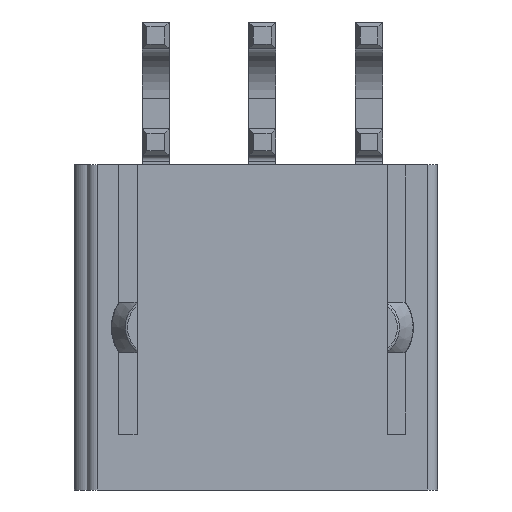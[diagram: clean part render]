
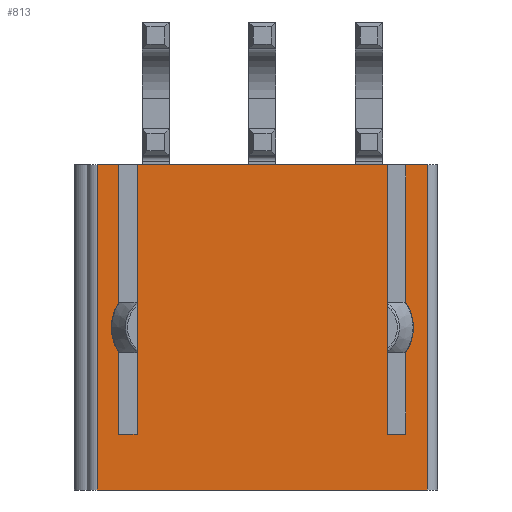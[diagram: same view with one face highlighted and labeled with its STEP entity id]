
A CAD part, front view. The second image highlights one B-rep face of the part: STEP entity #813.
In plain terms, the highlighted planar face has unit normal (0, -1, 0).
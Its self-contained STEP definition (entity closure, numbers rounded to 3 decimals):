
#8 = CARTESIAN_POINT ( 'NONE',  ( -5.65, 0.4, -11.5 ) ) ;
#58 = CARTESIAN_POINT ( 'NONE',  ( 5.65, 0.4, -11.5 ) ) ;
#79 = ORIENTED_EDGE ( 'NONE', *, *, #4242, .F. ) ;
#145 = CARTESIAN_POINT ( 'NONE',  ( -4.935, 0.4, -0.9 ) ) ;
#177 = LINE ( 'NONE', #5720, #10475 ) ;
#261 = VERTEX_POINT ( 'NONE', #961 ) ;
#297 = DIRECTION ( 'NONE',  ( 0., 0., -1. ) ) ;
#329 = ORIENTED_EDGE ( 'NONE', *, *, #3599, .F. ) ;
#585 = VERTEX_POINT ( 'NONE', #9634 ) ;
#813 = ADVANCED_FACE ( 'NONE', ( #9347 ), #2895, .T. ) ;
#961 = CARTESIAN_POINT ( 'NONE',  ( -5.65, 0.4, -0.9 ) ) ;
#1003 = DIRECTION ( 'NONE',  ( -1., 0., 0. ) ) ;
#1184 = VERTEX_POINT ( 'NONE', #7957 ) ;
#1269 = DIRECTION ( 'NONE',  ( 1., 0., 0. ) ) ;
#1276 = CARTESIAN_POINT ( 'NONE',  ( 0., 0.4, -0.9 ) ) ;
#1393 = EDGE_CURVE ( 'NONE', #1184, #3513, #2981, .T. ) ;
#1864 = VECTOR ( 'NONE', #5658, 1000. ) ;
#1923 = EDGE_CURVE ( 'NONE', #261, #5554, #5774, .T. ) ;
#2227 = AXIS2_PLACEMENT_3D ( 'NONE', #7675, #5024, #3012 ) ;
#2241 = VECTOR ( 'NONE', #6830, 1000. ) ;
#2488 = VECTOR ( 'NONE', #5816, 1000. ) ;
#2895 = PLANE ( 'NONE',  #2227 ) ;
#2981 = LINE ( 'NONE', #9510, #2488 ) ;
#3012 = DIRECTION ( 'NONE',  ( 0., 0., -1. ) ) ;
#3036 = VECTOR ( 'NONE', #7132, 1000. ) ;
#3208 = LINE ( 'NONE', #4077, #2241 ) ;
#3348 = EDGE_LOOP ( 'NONE', ( #5777, #11420, #11984, #4067, #4719, #329, #4806, #79, #3591, #8202, #6477, #9295 ) ) ;
#3513 = VERTEX_POINT ( 'NONE', #8112 ) ;
#3591 = ORIENTED_EDGE ( 'NONE', *, *, #3649, .F. ) ;
#3599 = EDGE_CURVE ( 'NONE', #5051, #5235, #177, .T. ) ;
#3649 = EDGE_CURVE ( 'NONE', #5554, #585, #4839, .T. ) ;
#3831 = VECTOR ( 'NONE', #4816, 1000. ) ;
#4067 = ORIENTED_EDGE ( 'NONE', *, *, #5669, .F. ) ;
#4077 = CARTESIAN_POINT ( 'NONE',  ( 0., 0.4, -0.9 ) ) ;
#4103 = EDGE_CURVE ( 'NONE', #6396, #5235, #9633, .T. ) ;
#4242 = EDGE_CURVE ( 'NONE', #585, #9101, #8746, .T. ) ;
#4304 = CARTESIAN_POINT ( 'NONE',  ( 4.935, 0.4, -0.9 ) ) ;
#4388 = EDGE_CURVE ( 'NONE', #10896, #5948, #3208, .T. ) ;
#4516 = EDGE_CURVE ( 'NONE', #6273, #1184, #8050, .T. ) ;
#4589 = VECTOR ( 'NONE', #8866, 1000. ) ;
#4719 = ORIENTED_EDGE ( 'NONE', *, *, #4103, .T. ) ;
#4795 = LINE ( 'NONE', #1276, #10000 ) ;
#4806 = ORIENTED_EDGE ( 'NONE', *, *, #7604, .T. ) ;
#4816 = DIRECTION ( 'NONE',  ( -1., 0., 0. ) ) ;
#4839 = LINE ( 'NONE', #4902, #7899 ) ;
#4902 = CARTESIAN_POINT ( 'NONE',  ( 0., 0.4, -11.5 ) ) ;
#5024 = DIRECTION ( 'NONE',  ( 0., -1., 0. ) ) ;
#5032 = DIRECTION ( 'NONE',  ( -1., 0., 0. ) ) ;
#5051 = VERTEX_POINT ( 'NONE', #4304 ) ;
#5118 = CARTESIAN_POINT ( 'NONE',  ( -4.935, 0.4, 0. ) ) ;
#5235 = VERTEX_POINT ( 'NONE', #7263 ) ;
#5278 = LINE ( 'NONE', #11899, #1864 ) ;
#5554 = VERTEX_POINT ( 'NONE', #8 ) ;
#5658 = DIRECTION ( 'NONE',  ( 0., 0., 1. ) ) ;
#5669 = EDGE_CURVE ( 'NONE', #6396, #5948, #5278, .T. ) ;
#5720 = CARTESIAN_POINT ( 'NONE',  ( 4.935, 0.4, 0. ) ) ;
#5769 = EDGE_CURVE ( 'NONE', #3513, #10896, #12204, .T. ) ;
#5774 = LINE ( 'NONE', #7552, #9396 ) ;
#5777 = ORIENTED_EDGE ( 'NONE', *, *, #1393, .T. ) ;
#5816 = DIRECTION ( 'NONE',  ( 1., 0., 0. ) ) ;
#5948 = VERTEX_POINT ( 'NONE', #8960 ) ;
#6273 = VERTEX_POINT ( 'NONE', #6791 ) ;
#6396 = VERTEX_POINT ( 'NONE', #58 ) ;
#6477 = ORIENTED_EDGE ( 'NONE', *, *, #10523, .T. ) ;
#6490 = CARTESIAN_POINT ( 'NONE',  ( 0., 0.4, -0.9 ) ) ;
#6514 = CARTESIAN_POINT ( 'NONE',  ( 6.5, 0.4, -0.9 ) ) ;
#6582 = VECTOR ( 'NONE', #7678, 1000. ) ;
#6791 = CARTESIAN_POINT ( 'NONE',  ( -6.5, 0.4, -0.9 ) ) ;
#6830 = DIRECTION ( 'NONE',  ( -1., 0., 0. ) ) ;
#7132 = DIRECTION ( 'NONE',  ( 0., 0., -1. ) ) ;
#7234 = CARTESIAN_POINT ( 'NONE',  ( 6.5, 0.4, -0.9 ) ) ;
#7263 = CARTESIAN_POINT ( 'NONE',  ( 4.935, 0.4, -11.5 ) ) ;
#7552 = CARTESIAN_POINT ( 'NONE',  ( -5.65, 0.4, 0. ) ) ;
#7598 = LINE ( 'NONE', #6490, #7842 ) ;
#7604 = EDGE_CURVE ( 'NONE', #5051, #9101, #4795, .T. ) ;
#7675 = CARTESIAN_POINT ( 'NONE',  ( 0., 0.4, 0. ) ) ;
#7678 = DIRECTION ( 'NONE',  ( 0., 0., 1. ) ) ;
#7771 = CARTESIAN_POINT ( 'NONE',  ( 0., 0.4, -11.5 ) ) ;
#7842 = VECTOR ( 'NONE', #1003, 1000. ) ;
#7899 = VECTOR ( 'NONE', #1269, 1000. ) ;
#7957 = CARTESIAN_POINT ( 'NONE',  ( -6.5, 0.4, -13.7 ) ) ;
#8050 = LINE ( 'NONE', #12077, #3036 ) ;
#8112 = CARTESIAN_POINT ( 'NONE',  ( 6.5, 0.4, -13.7 ) ) ;
#8202 = ORIENTED_EDGE ( 'NONE', *, *, #1923, .F. ) ;
#8576 = DIRECTION ( 'NONE',  ( 0., 0., -1. ) ) ;
#8746 = LINE ( 'NONE', #5118, #4589 ) ;
#8866 = DIRECTION ( 'NONE',  ( 0., 0., 1. ) ) ;
#8960 = CARTESIAN_POINT ( 'NONE',  ( 5.65, 0.4, -0.9 ) ) ;
#9101 = VERTEX_POINT ( 'NONE', #145 ) ;
#9295 = ORIENTED_EDGE ( 'NONE', *, *, #4516, .T. ) ;
#9347 = FACE_OUTER_BOUND ( 'NONE', #3348, .T. ) ;
#9396 = VECTOR ( 'NONE', #8576, 1000. ) ;
#9510 = CARTESIAN_POINT ( 'NONE',  ( 0., 0.4, -13.7 ) ) ;
#9633 = LINE ( 'NONE', #7771, #3831 ) ;
#9634 = CARTESIAN_POINT ( 'NONE',  ( -4.935, 0.4, -11.5 ) ) ;
#10000 = VECTOR ( 'NONE', #5032, 1000. ) ;
#10475 = VECTOR ( 'NONE', #297, 1000. ) ;
#10523 = EDGE_CURVE ( 'NONE', #261, #6273, #7598, .T. ) ;
#10896 = VERTEX_POINT ( 'NONE', #7234 ) ;
#11420 = ORIENTED_EDGE ( 'NONE', *, *, #5769, .T. ) ;
#11899 = CARTESIAN_POINT ( 'NONE',  ( 5.65, 0.4, 0. ) ) ;
#11984 = ORIENTED_EDGE ( 'NONE', *, *, #4388, .T. ) ;
#12077 = CARTESIAN_POINT ( 'NONE',  ( -6.5, 0.4, -13.7 ) ) ;
#12204 = LINE ( 'NONE', #6514, #6582 ) ;
